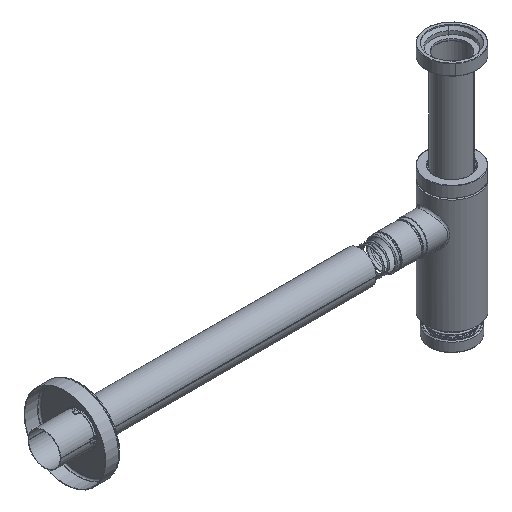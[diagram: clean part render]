
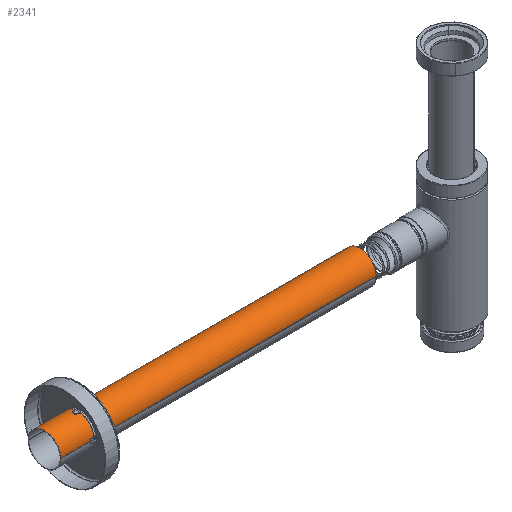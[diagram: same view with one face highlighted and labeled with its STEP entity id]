
A CAD part, isometric view. The second image highlights one B-rep face of the part: STEP entity #2341.
In plain terms, the highlighted cylindrical face has radius 16 mm (diameter 32 mm), a partial arc.
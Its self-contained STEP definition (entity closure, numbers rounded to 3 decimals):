
#206=LINE('',#3869,#304);
#207=LINE('',#3874,#305);
#304=VECTOR('',#3093,1000.);
#305=VECTOR('',#3096,1000.);
#402=CYLINDRICAL_SURFACE('',#2702,16.);
#518=ORIENTED_EDGE('',*,*,#1093,.F.);
#519=ORIENTED_EDGE('',*,*,#1094,.T.);
#520=ORIENTED_EDGE('',*,*,#1095,.T.);
#521=ORIENTED_EDGE('',*,*,#1096,.F.);
#1093=EDGE_CURVE('',#1430,#1431,#206,.T.);
#1094=EDGE_CURVE('',#1430,#1432,#1695,.T.);
#1095=EDGE_CURVE('',#1432,#1433,#207,.T.);
#1096=EDGE_CURVE('',#1431,#1433,#1696,.T.);
#1430=VERTEX_POINT('',#3870);
#1431=VERTEX_POINT('',#3871);
#1432=VERTEX_POINT('',#3873);
#1433=VERTEX_POINT('',#3875);
#1695=CIRCLE('',#2703,16.);
#1696=CIRCLE('',#2704,16.);
#1868=EDGE_LOOP('',(#518,#519,#520,#521));
#2088=FACE_BOUND('',#1868,.T.);
#2341=ADVANCED_FACE('',(#2088),#402,.T.);
#2702=AXIS2_PLACEMENT_3D('',#3868,#3091,#3092);
#2703=AXIS2_PLACEMENT_3D('',#3872,#3094,#3095);
#2704=AXIS2_PLACEMENT_3D('',#3876,#3097,#3098);
#3091=DIRECTION('',(1.,0.,0.));
#3092=DIRECTION('',(0.,1.,0.));
#3093=DIRECTION('',(1.,0.,0.));
#3094=DIRECTION('',(1.,0.,0.));
#3095=DIRECTION('',(0.,1.,0.));
#3096=DIRECTION('',(1.,0.,0.));
#3097=DIRECTION('',(1.,0.,0.));
#3098=DIRECTION('',(0.,1.,0.));
#3868=CARTESIAN_POINT('',(-245.,0.,0.));
#3869=CARTESIAN_POINT('',(-245.,16.,0.));
#3870=CARTESIAN_POINT('',(-400.,16.,0.));
#3871=CARTESIAN_POINT('',(-90.,16.,0.));
#3872=CARTESIAN_POINT('',(-400.,0.,0.));
#3873=CARTESIAN_POINT('',(-400.,-16.,0.));
#3874=CARTESIAN_POINT('',(-245.,-16.,0.));
#3875=CARTESIAN_POINT('',(-90.,-16.,0.));
#3876=CARTESIAN_POINT('',(-90.,0.,0.));
